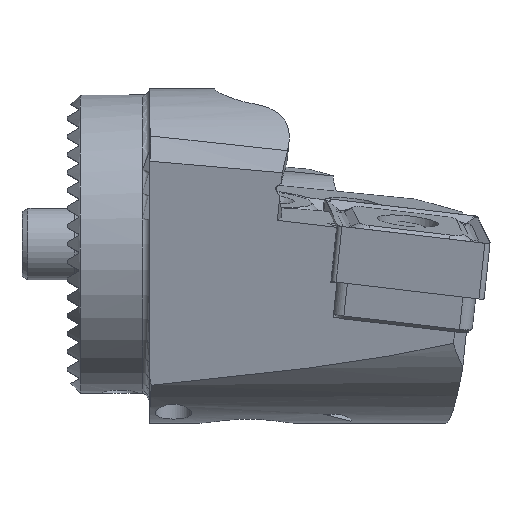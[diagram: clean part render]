
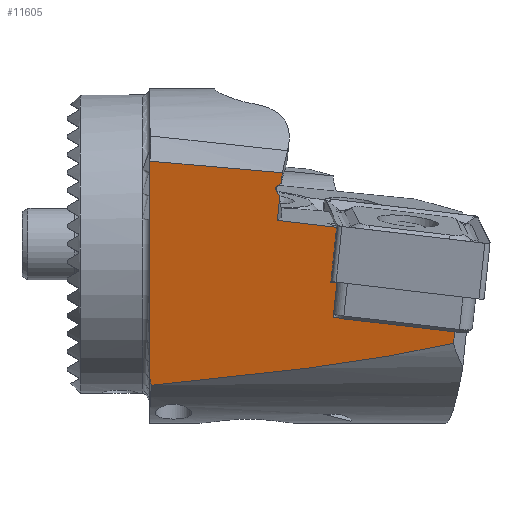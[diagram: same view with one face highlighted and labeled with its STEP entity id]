
A CAD part, top view. The second image highlights one B-rep face of the part: STEP entity #11605.
In plain terms, the highlighted planar face has unit normal (-0.088, -0.164, 0.983).
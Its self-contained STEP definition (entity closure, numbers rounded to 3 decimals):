
#6 = CARTESIAN_POINT ( 'NONE',  ( 22.152, 1.38, 15.093 ) ) ;
#127 = ORIENTED_EDGE ( 'NONE', *, *, #9596, .T. ) ;
#253 = DIRECTION ( 'NONE',  ( -0.991, 0.116, -0.07 ) ) ;
#433 = CARTESIAN_POINT ( 'NONE',  ( 6.5, -11., 11.619 ) ) ;
#459 = CARTESIAN_POINT ( 'NONE',  ( 6.635, -11.845, 11.49 ) ) ;
#751 = CARTESIAN_POINT ( 'NONE',  ( 22.172, -3.283, 14.317 ) ) ;
#965 = PLANE ( 'NONE',  #3538 ) ;
#1046 = FACE_OUTER_BOUND ( 'NONE', #6670, .T. ) ;
#1096 = EDGE_CURVE ( 'NONE', #11512, #10618, #5993, .T. ) ;
#1097 = VERTEX_POINT ( 'NONE', #1797 ) ;
#1106 = VERTEX_POINT ( 'NONE', #751 ) ;
#1112 = VERTEX_POINT ( 'NONE', #8911 ) ;
#1182 = DIRECTION ( 'NONE',  ( -0.103, -0.98, -0.173 ) ) ;
#1213 = VERTEX_POINT ( 'NONE', #6 ) ;
#1369 = EDGE_CURVE ( 'NONE', #5589, #1097, #12774, .T. ) ;
#1797 = CARTESIAN_POINT ( 'NONE',  ( 6.515, 6.927, 14.612 ) ) ;
#1833 = VECTOR ( 'NONE', #8270, 1000. ) ;
#2062 = CARTESIAN_POINT ( 'NONE',  ( 22.044, -6.183, 13.821 ) ) ;
#2067 = ORIENTED_EDGE ( 'NONE', *, *, #10317, .T. ) ;
#2128 = ORIENTED_EDGE ( 'NONE', *, *, #7210, .F. ) ;
#2131 = CARTESIAN_POINT ( 'NONE',  ( 17.401, 4.009, 15.104 ) ) ;
#2218 = VECTOR ( 'NONE', #5257, 1000. ) ;
#2282 = CARTESIAN_POINT ( 'NONE',  ( 6.586, -11.708, 11.508 ) ) ;
#2524 = VERTEX_POINT ( 'NONE', #13178 ) ;
#2626 = VECTOR ( 'NONE', #6559, 1000. ) ;
#2640 = VECTOR ( 'NONE', #253, 1000. ) ;
#2754 = CARTESIAN_POINT ( 'NONE',  ( 17.186, 1.964, 14.744 ) ) ;
#3002 = VECTOR ( 'NONE', #6980, 1000. ) ;
#3007 = VERTEX_POINT ( 'NONE', #9231 ) ;
#3041 = CARTESIAN_POINT ( 'NONE',  ( 10.399, 6.618, 14.91 ) ) ;
#3146 = VERTEX_POINT ( 'NONE', #433 ) ;
#3171 = ORIENTED_EDGE ( 'NONE', *, *, #7985, .T. ) ;
#3273 = CARTESIAN_POINT ( 'NONE',  ( 31.946, -8.331, 14.354 ) ) ;
#3538 = AXIS2_PLACEMENT_3D ( 'NONE', #6035, #12059, #4047 ) ;
#3974 = CARTESIAN_POINT ( 'NONE',  ( 6.515, 6.927, 14.612 ) ) ;
#4047 = DIRECTION ( 'NONE',  ( 0., 0.986, 0.165 ) ) ;
#4183 =( BOUNDED_CURVE ( )  B_SPLINE_CURVE ( 3, ( #459, #10724, #4609, #7523 ),
 .UNSPECIFIED., .F., .F. ) 
 B_SPLINE_CURVE_WITH_KNOTS ( ( 4, 4 ),
 ( 5.589, 5.94 ),
 .UNSPECIFIED. ) 
 CURVE ( )  GEOMETRIC_REPRESENTATION_ITEM ( )  RATIONAL_B_SPLINE_CURVE ( ( 1., 0.99, 0.99, 1. ) ) 
 REPRESENTATION_ITEM ( '' )  );
#4190 = CARTESIAN_POINT ( 'NONE',  ( 17.186, 1.964, 14.744 ) ) ;
#4278 = CARTESIAN_POINT ( 'NONE',  ( 6.553, -11.569, 11.529 ) ) ;
#4355 = ORIENTED_EDGE ( 'NONE', *, *, #1369, .F. ) ;
#4388 = CARTESIAN_POINT ( 'NONE',  ( 21.869, -6.163, 13.809 ) ) ;
#4455 = VERTEX_POINT ( 'NONE', #7861 ) ;
#4529 = LINE ( 'NONE', #11209, #1833 ) ;
#4609 = CARTESIAN_POINT ( 'NONE',  ( 26.157, -9.664, 13.611 ) ) ;
#5093 = VERTEX_POINT ( 'NONE', #3273 ) ;
#5116 = LINE ( 'NONE', #5969, #9248 ) ;
#5257 = DIRECTION ( 'NONE',  ( 0.103, 0.98, 0.173 ) ) ;
#5303 = CARTESIAN_POINT ( 'NONE',  ( 6.5, -11., 11.619 ) ) ;
#5589 = VERTEX_POINT ( 'NONE', #9171 ) ;
#5808 = LINE ( 'NONE', #9435, #2640 ) ;
#5969 = CARTESIAN_POINT ( 'NONE',  ( 6.5, 13.382, 15.687 ) ) ;
#5993 = LINE ( 'NONE', #7825, #9184 ) ;
#6035 = CARTESIAN_POINT ( 'NONE',  ( -2.255, -21.455, 9.086 ) ) ;
#6154 = ORIENTED_EDGE ( 'NONE', *, *, #8000, .T. ) ;
#6442 = CARTESIAN_POINT ( 'NONE',  ( 6.5, 6.632, 14.561 ) ) ;
#6468 = LINE ( 'NONE', #11983, #9190 ) ;
#6474 = ORIENTED_EDGE ( 'NONE', *, *, #12693, .F. ) ;
#6501 = EDGE_CURVE ( 'NONE', #3146, #5589, #5116, .T. ) ;
#6559 = DIRECTION ( 'NONE',  ( -0.103, -0.98, -0.173 ) ) ;
#6623 = ORIENTED_EDGE ( 'NONE', *, *, #1096, .T. ) ;
#6670 = EDGE_LOOP ( 'NONE', ( #2067, #12587, #3171, #2128, #6474, #8219, #127, #6623, #12110, #8986, #6154, #4355, #9108, #7024 ) ) ;
#6701 = EDGE_CURVE ( 'NONE', #4455, #3146, #8976, .T. ) ;
#6856 = DIRECTION ( 'NONE',  ( 0.103, 0.98, 0.173 ) ) ;
#6980 = DIRECTION ( 'NONE',  ( -0.991, 0.116, -0.07 ) ) ;
#7010 = B_SPLINE_CURVE_WITH_KNOTS ( 'NONE', 3,
 ( #10005, #8036, #3041, #3974 ),
 .UNSPECIFIED., .F., .F.,
 ( 4, 4 ),
 ( 0., 1. ),
 .UNSPECIFIED. ) ;
#7024 = ORIENTED_EDGE ( 'NONE', *, *, #6701, .F. ) ;
#7210 = EDGE_CURVE ( 'NONE', #1106, #10147, #9259, .T. ) ;
#7356 = CARTESIAN_POINT ( 'NONE',  ( 21.869, -6.163, 13.809 ) ) ;
#7523 = CARTESIAN_POINT ( 'NONE',  ( 31.946, -8.331, 14.354 ) ) ;
#7595 = LINE ( 'NONE', #2062, #3002 ) ;
#7825 = CARTESIAN_POINT ( 'NONE',  ( 17.186, 1.964, 14.744 ) ) ;
#7861 = CARTESIAN_POINT ( 'NONE',  ( 6.635, -11.845, 11.49 ) ) ;
#7882 = DIRECTION ( 'NONE',  ( 0., 0.986, 0.165 ) ) ;
#7929 = LINE ( 'NONE', #4190, #2218 ) ;
#7985 = EDGE_CURVE ( 'NONE', #8469, #10147, #7595, .T. ) ;
#8000 = EDGE_CURVE ( 'NONE', #2524, #1097, #7010, .T. ) ;
#8036 = CARTESIAN_POINT ( 'NONE',  ( 14.096, 6.292, 15.188 ) ) ;
#8105 = CARTESIAN_POINT ( 'NONE',  ( 16.946, 4.835, 15.201 ) ) ;
#8121 = EDGE_CURVE ( 'NONE', #1112, #2524, #7929, .T. ) ;
#8219 = ORIENTED_EDGE ( 'NONE', *, *, #11813, .F. ) ;
#8270 = DIRECTION ( 'NONE',  ( 0.991, -0.116, 0.07 ) ) ;
#8442 = CARTESIAN_POINT ( 'NONE',  ( 6.505, 6.829, 14.594 ) ) ;
#8469 = VERTEX_POINT ( 'NONE', #12427 ) ;
#8911 = CARTESIAN_POINT ( 'NONE',  ( 17.51, 5.046, 15.287 ) ) ;
#8976 = B_SPLINE_CURVE_WITH_KNOTS ( 'NONE', 3,
 ( #12352, #2282, #4278, #11390, #12441, #5303 ),
 .UNSPECIFIED., .F., .F.,
 ( 4, 2, 4 ),
 ( 0.001, 0.002, 0.002 ),
 .UNSPECIFIED. ) ;
#8986 = ORIENTED_EDGE ( 'NONE', *, *, #8121, .T. ) ;
#9057 = CARTESIAN_POINT ( 'NONE',  ( 16.909, 4.481, 15.139 ) ) ;
#9108 = ORIENTED_EDGE ( 'NONE', *, *, #6501, .F. ) ;
#9171 = CARTESIAN_POINT ( 'NONE',  ( 6.5, 6.632, 14.561 ) ) ;
#9184 = VECTOR ( 'NONE', #6856, 1000. ) ;
#9190 = VECTOR ( 'NONE', #12234, 1000. ) ;
#9231 = CARTESIAN_POINT ( 'NONE',  ( 21.669, -3.224, 14.282 ) ) ;
#9248 = VECTOR ( 'NONE', #7882, 1000. ) ;
#9259 = LINE ( 'NONE', #4388, #11138 ) ;
#9435 = CARTESIAN_POINT ( 'NONE',  ( -0.896, 4.089, 13.471 ) ) ;
#9596 = EDGE_CURVE ( 'NONE', #1213, #11512, #5808, .T. ) ;
#10005 = CARTESIAN_POINT ( 'NONE',  ( 17.605, 5.949, 15.447 ) ) ;
#10064 = CARTESIAN_POINT ( 'NONE',  ( 17.51, 5.046, 15.287 ) ) ;
#10147 = VERTEX_POINT ( 'NONE', #7356 ) ;
#10317 = EDGE_CURVE ( 'NONE', #4455, #5093, #4183, .T. ) ;
#10484 = CARTESIAN_POINT ( 'NONE',  ( 6.5, 6.73, 14.578 ) ) ;
#10618 = VERTEX_POINT ( 'NONE', #2131 ) ;
#10674 =( BOUNDED_CURVE ( )  B_SPLINE_CURVE ( 3, ( #12149, #9057, #8105, #10064 ),
 .UNSPECIFIED., .F., .F. ) 
 B_SPLINE_CURVE_WITH_KNOTS ( ( 4, 4 ),
 ( 6.009, 6.514 ),
 .UNSPECIFIED. ) 
 CURVE ( )  GEOMETRIC_REPRESENTATION_ITEM ( )  RATIONAL_B_SPLINE_CURVE ( ( 1., 0.979, 0.979, 1. ) ) 
 REPRESENTATION_ITEM ( '' )  );
#10724 = CARTESIAN_POINT ( 'NONE',  ( 17.633, -10.848, 12.646 ) ) ;
#11138 = VECTOR ( 'NONE', #1182, 1000. ) ;
#11151 = EDGE_CURVE ( 'NONE', #5093, #8469, #6468, .T. ) ;
#11209 = CARTESIAN_POINT ( 'NONE',  ( 34.62, -4.746, 15.193 ) ) ;
#11390 = CARTESIAN_POINT ( 'NONE',  ( 6.51, -11.287, 11.572 ) ) ;
#11494 = CARTESIAN_POINT ( 'NONE',  ( 6.515, 6.927, 14.612 ) ) ;
#11512 = VERTEX_POINT ( 'NONE', #2754 ) ;
#11605 = ADVANCED_FACE ( 'NONE', ( #1046 ), #965, .F. ) ;
#11813 = EDGE_CURVE ( 'NONE', #1213, #3007, #12528, .T. ) ;
#11983 = CARTESIAN_POINT ( 'NONE',  ( 30.437, -22.683, 11.824 ) ) ;
#12059 = DIRECTION ( 'NONE',  ( 0.088, 0.164, -0.982 ) ) ;
#12110 = ORIENTED_EDGE ( 'NONE', *, *, #12152, .T. ) ;
#12149 = CARTESIAN_POINT ( 'NONE',  ( 17.401, 4.009, 15.104 ) ) ;
#12152 = EDGE_CURVE ( 'NONE', #10618, #1112, #10674, .T. ) ;
#12234 = DIRECTION ( 'NONE',  ( 0.103, 0.98, 0.173 ) ) ;
#12352 = CARTESIAN_POINT ( 'NONE',  ( 6.635, -11.845, 11.49 ) ) ;
#12427 = CARTESIAN_POINT ( 'NONE',  ( 32.048, -7.359, 14.526 ) ) ;
#12441 = CARTESIAN_POINT ( 'NONE',  ( 6.5, -11.143, 11.595 ) ) ;
#12528 = LINE ( 'NONE', #12649, #2626 ) ;
#12587 = ORIENTED_EDGE ( 'NONE', *, *, #11151, .T. ) ;
#12649 = CARTESIAN_POINT ( 'NONE',  ( 21.669, -3.224, 14.282 ) ) ;
#12693 = EDGE_CURVE ( 'NONE', #3007, #1106, #4529, .T. ) ;
#12774 = B_SPLINE_CURVE_WITH_KNOTS ( 'NONE', 3,
 ( #6442, #10484, #8442, #11494 ),
 .UNSPECIFIED., .F., .F.,
 ( 4, 4 ),
 ( 0.002, 0.003 ),
 .UNSPECIFIED. ) ;
#13178 = CARTESIAN_POINT ( 'NONE',  ( 17.605, 5.949, 15.447 ) ) ;
